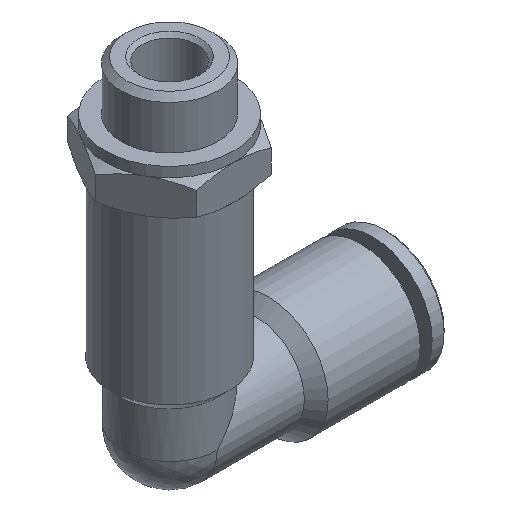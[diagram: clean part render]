
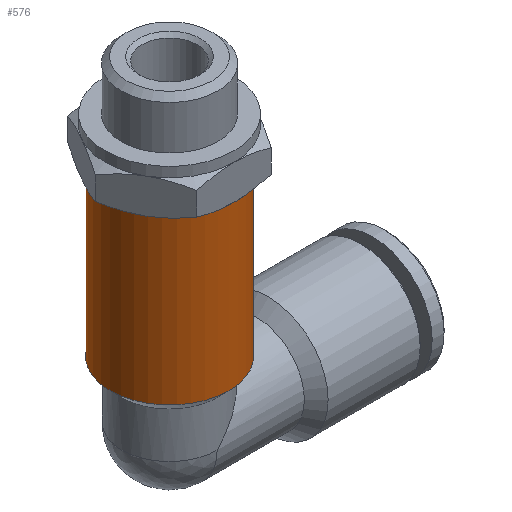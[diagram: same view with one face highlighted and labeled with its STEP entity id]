
A CAD part, isometric view. The second image highlights one B-rep face of the part: STEP entity #576.
In plain terms, the highlighted cylindrical face has radius 6 mm (diameter 12 mm), a full revolution.
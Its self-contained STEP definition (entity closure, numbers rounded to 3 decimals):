
#120=ORIENTED_EDGE('',*,*,#267,.F.);
#121=ORIENTED_EDGE('',*,*,#250,.T.);
#250=EDGE_CURVE('',#324,#324,#374,.T.);
#267=EDGE_CURVE('',#336,#336,#380,.T.);
#324=VERTEX_POINT('',#925);
#336=VERTEX_POINT('',#994);
#374=CIRCLE('',#638,6.);
#380=CIRCLE('',#650,6.);
#420=EDGE_LOOP('',(#120));
#421=EDGE_LOOP('',(#121));
#493=FACE_BOUND('',#420,.T.);
#494=FACE_BOUND('',#421,.T.);
#558=CYLINDRICAL_SURFACE('',#649,6.);
#576=ADVANCED_FACE('',(#493,#494),#558,.T.);
#638=AXIS2_PLACEMENT_3D('',#924,#740,#741);
#649=AXIS2_PLACEMENT_3D('',#992,#762,#763);
#650=AXIS2_PLACEMENT_3D('',#993,#764,#765);
#740=DIRECTION('',(0.,0.,1.));
#741=DIRECTION('',(1.,0.,0.));
#762=DIRECTION('',(0.,0.,1.));
#763=DIRECTION('',(1.,0.,0.));
#764=DIRECTION('',(0.,0.,1.));
#765=DIRECTION('',(1.,0.,0.));
#924=CARTESIAN_POINT('',(0.,0.,-21.2));
#925=CARTESIAN_POINT('',(6.,0.,-21.2));
#992=CARTESIAN_POINT('',(0.,0.,5.));
#993=CARTESIAN_POINT('',(0.,0.,-4.5));
#994=CARTESIAN_POINT('',(6.,0.,-4.5));
